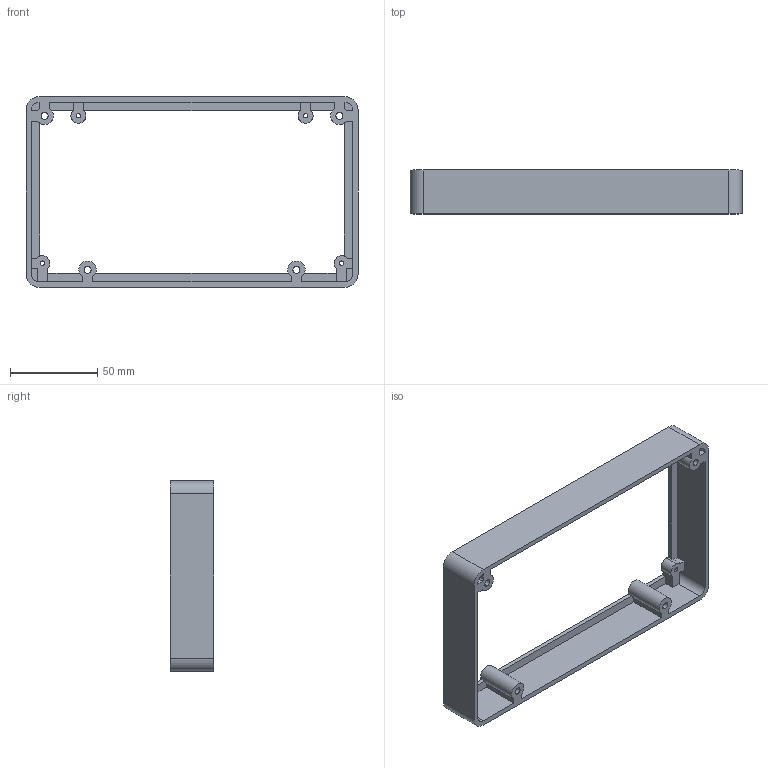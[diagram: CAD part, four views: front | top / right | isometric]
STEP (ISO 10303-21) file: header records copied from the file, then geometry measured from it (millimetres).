
FILE_DESCRIPTION (( 'STEP AP203' ), '1' );
FILE_NAME ('pro 3 base 25mm.STEP', '2025-05-27T18:08:50', ( '' ), ( '' ), 'SwSTEP 2.0', 'SolidWorks 2024', '' );
FILE_SCHEMA (( 'CONFIG_CONTROL_DESIGN' ));
Length unit declared in the file: millimetre
Products named in the file (1): pro 3 base 25mm
Bounding box: 190 x 25 x 109 mm (x, y, z)
Volume: 61201 mm3; surface area: 42618.1 mm2
Topology: 1 solids, 1 shells, 102 faces, 294 edges, 196 vertices
Faces by surface type: plane 64, cylinder 38
Entity records: 3483 total; most frequent: CARTESIAN_POINT 593, DIRECTION 592, ORIENTED_EDGE 588, EDGE_CURVE 294, LINE 202, VECTOR 202, VERTEX_POINT 196, AXIS2_PLACEMENT_3D 195
